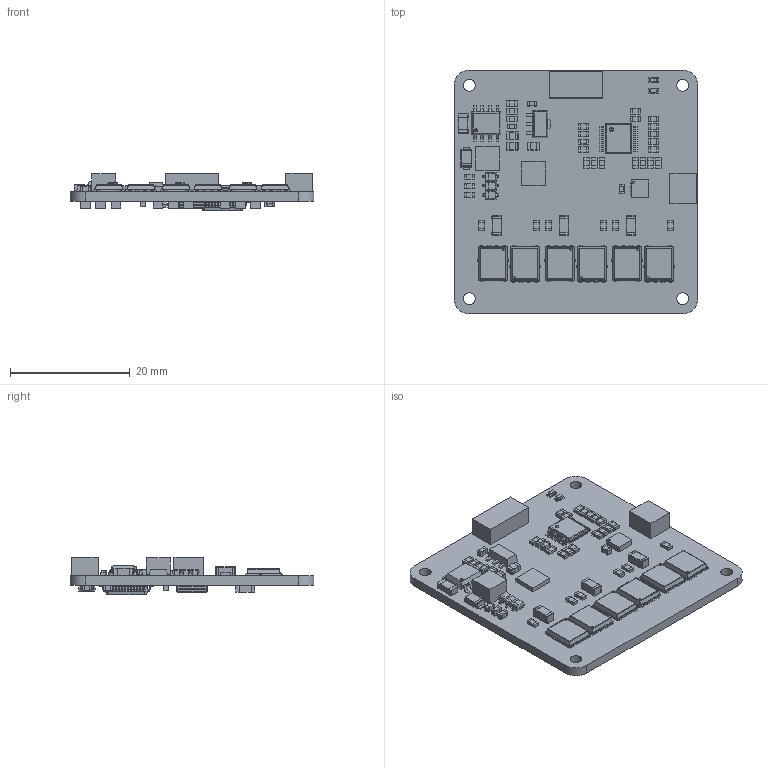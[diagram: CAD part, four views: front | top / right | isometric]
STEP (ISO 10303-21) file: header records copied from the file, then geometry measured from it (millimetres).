
FILE_DESCRIPTION(('Open CASCADE Model'),'2;1');
FILE_NAME('Open CASCADE Shape Model','2021-12-03T13:52:42',('Author'),( 'Open CASCADE'),'Open CASCADE STEP processor 6.8','Open CASCADE 6.8' ,'Unknown');
FILE_SCHEMA(('AUTOMOTIVE_DESIGN { 1 0 10303 214 1 1 1 1 }'));
Length unit declared in the file: millimetre
Products named in the file (147): PCB; Board; Open CASCADE STEP translator 6.8 6.1.1; C7; User_Library-Chip_Cap_MLCC_1206_(3216)_J; R20; User_Library-V1206HD; K_X_F6rper_1; Anschl_X_FCsse_1; R19; R18; R15; RES_0603_(1608_metric); R14; R13; R9; R8; R7; Q6; DFN5x6_SO8FL; User_Library-DFN5x6_SO8FL_Free-Models; User_Library-DFN5x6_SO8FL_SIDE_S; User_Library-DFN5x6_SO8FL_Extruded; User_Library-DFN5x6_SO8FL_SIDE_L; User_Library-DFN5x6_SO8FL_Extruded_2; User_Library-DFN5x6_SO8FL_587257496; User_Library-DFN5x6_SO8FL_Cylinder; User_Library-DFN5x6_SO8FL_750905040; User_Library-DFN5x6_SO8FL_Extruded_3; User_Library-DFN5x6_SO8FL_266863104; User_Library-DFN5x6_SO8FL_Extruded_4; User_Library-DFN5x6_SO8FL_500156144; User_Library-DFN5x6_SO8FL_Extruded_5; User_Library-DFN5x6_SO8FL_500160368; User_Library-DFN5x6_SO8FL_Extruded_6; Q5; Q4; Q3; Q2; Q1 ...
Assembly tree (272 placements, depth 6):
  PCB
    Board
      Open CASCADE STEP translator 6.8 6.1.1
    C7
      User_Library-Chip_Cap_MLCC_1206_(3216)_J
    R20
      User_Library-V1206HD
        K_X_F6rper_1
        Anschl_X_FCsse_1
    R19
      User_Library-V1206HD
        K_X_F6rper_1
        Anschl_X_FCsse_1
    R18
      User_Library-V1206HD
        K_X_F6rper_1
        Anschl_X_FCsse_1
    R15
      RES_0603_(1608_metric)
    R14
      RES_0603_(1608_metric)
    R13
      RES_0603_(1608_metric)
    R9
      RES_0603_(1608_metric)
    R8
      RES_0603_(1608_metric)
    R7
      RES_0603_(1608_metric)
    Q6
      DFN5x6_SO8FL
        User_Library-DFN5x6_SO8FL_Free-Models
          User_Library-DFN5x6_SO8FL_SIDE_S  x2
            User_Library-DFN5x6_SO8FL_Extruded
          User_Library-DFN5x6_SO8FL_SIDE_L  x2
            User_Library-DFN5x6_SO8FL_Extruded_2
          User_Library-DFN5x6_SO8FL_587257496
            User_Library-DFN5x6_SO8FL_Cylinder
          User_Library-DFN5x6_SO8FL_750905040
            User_Library-DFN5x6_SO8FL_Extruded_3
          User_Library-DFN5x6_SO8FL_266863104
            User_Library-DFN5x6_SO8FL_Extruded_4
          User_Library-DFN5x6_SO8FL_500156144  x4
            User_Library-DFN5x6_SO8FL_Extruded_5
          User_Library-DFN5x6_SO8FL_500160368
            User_Library-DFN5x6_SO8FL_Extruded_6
    Q5
      DFN5x6_SO8FL
        User_Library-DFN5x6_SO8FL_Free-Models
          User_Library-DFN5x6_SO8FL_SIDE_S  x2
            User_Library-DFN5x6_SO8FL_Extruded
          User_Library-DFN5x6_SO8FL_SIDE_L  x2
            User_Library-DFN5x6_SO8FL_Extruded_2
          User_Library-DFN5x6_SO8FL_587257496
            User_Library-DFN5x6_SO8FL_Cylinder
          User_Library-DFN5x6_SO8FL_750905040
            User_Library-DFN5x6_SO8FL_Extruded_3
          User_Library-DFN5x6_SO8FL_266863104
            User_Library-DFN5x6_SO8FL_Extruded_4
          User_Library-DFN5x6_SO8FL_500156144  x4
Bounding box: 40.64 x 40.64 x 6.3 mm (x, y, z)
Volume: 3285.4 mm3; surface area: 6387.2 mm2
Topology: 247 solids, 250 shells, 6754 faces, 15772 edges, 8898 vertices
Faces by surface type: plane 3467, cylinder 2158, bspline 1075, sphere 36, cone 18
Full cylindrical faces by diameter (mm): 0.562 x1, 2 x4
Entity records: 50523 total; most frequent: CARTESIAN_POINT 9705, DIRECTION 6822, ORIENTED_EDGE 6367, EDGE_CURVE 3186, LINE 2388, VECTOR 2388, AXIS2_PLACEMENT_3D 2217, VERTEX_POINT 1978
